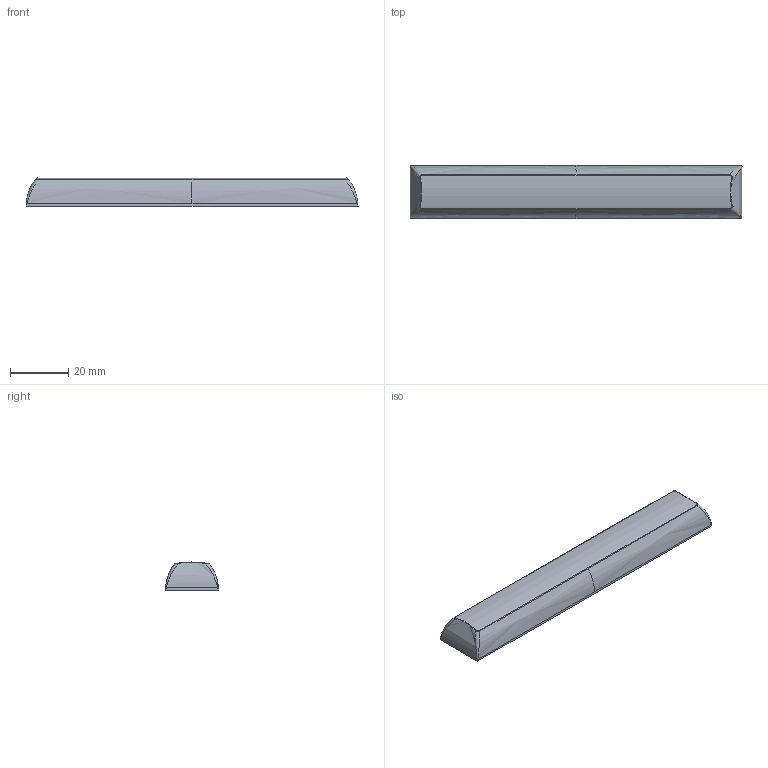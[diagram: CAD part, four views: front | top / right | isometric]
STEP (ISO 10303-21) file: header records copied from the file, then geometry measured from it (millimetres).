
FILE_DESCRIPTION(/* description */ ('STEP AP242','CAx-IF Rec.Pracs.---Representation and Presentation of Product Manufacturing Information (PMI)---4.0---2014-10-13','CAx-IF Rec.Pracs.---3D Tessellated Geometry---0.4---2014-09-14','2;1'),/* implementation_level */ '2;1');
FILE_NAME(/* name */ 'KAM-3Dtemplates-124 - CAO251C179B836v (1)',/* time_stamp */ '2025-01-24T18:53:24Z',/* author */ (''),/* organization */ (''),/* preprocessor_version */ 'ST-DEVELOPER v20',/* originating_system */ 'ONSHAPE BY PTC INC, 1.192',/* authorisation */ ' ');
FILE_SCHEMA (('AP242_MANAGED_MODEL_BASED_3D_ENGINEERING_MIM_LF { 1 0 10303 442 1 1 4 }'));
Length unit declared in the file: metre
Products named in the file (1): CAO251C179B836v
Bounding box: 114.1 x 18.3 x 9.63 mm (x, y, z)
Volume: 6102.7 mm3; surface area: 8152.1 mm2
Topology: 1 solids, 1 shells, 167 faces, 421 edges, 269 vertices
Faces by surface type: plane 133, bspline 26, cylinder 8
Full cylindrical faces by diameter (mm): 5.2 x4
Entity records: 5976 total; most frequent: CARTESIAN_POINT 2141, ORIENTED_EDGE 832, DIRECTION 671, EDGE_CURVE 416, LINE 353, VECTOR 353, VERTEX_POINT 268, EDGE_LOOP 184
